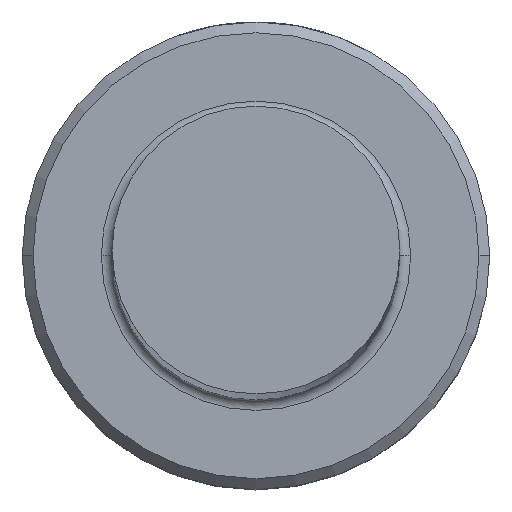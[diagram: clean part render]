
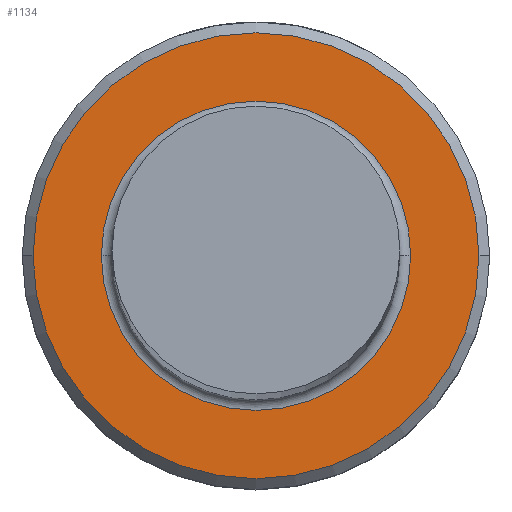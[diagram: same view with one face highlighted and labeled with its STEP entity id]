
A CAD part, top view. The second image highlights one B-rep face of the part: STEP entity #1134.
In plain terms, the highlighted planar face has unit normal (0, 0, 1).
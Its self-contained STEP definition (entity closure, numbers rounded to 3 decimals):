
#4 = ORIENTED_EDGE ( 'NONE', *, *, #990, .T. ) ;
#28 = ORIENTED_EDGE ( 'NONE', *, *, #160, .T. ) ;
#36 = CIRCLE ( 'NONE', #896, 6.2 ) ;
#85 = DIRECTION ( 'NONE',  ( 1., 0., 0. ) ) ;
#147 = ORIENTED_EDGE ( 'NONE', *, *, #412, .T. ) ;
#160 = EDGE_CURVE ( 'NONE', #912, #838, #201, .T. ) ;
#177 = DIRECTION ( 'NONE',  ( 0., 0., 1. ) ) ;
#201 = CIRCLE ( 'NONE', #678, 4.3 ) ;
#210 = AXIS2_PLACEMENT_3D ( 'NONE', #710, #177, #829 ) ;
#215 = CARTESIAN_POINT ( 'NONE',  ( -4.3, 0., 8. ) ) ;
#244 = PLANE ( 'NONE',  #210 ) ;
#252 = AXIS2_PLACEMENT_3D ( 'NONE', #876, #321, #969 ) ;
#266 = DIRECTION ( 'NONE',  ( -1., 0., 0. ) ) ;
#301 = CIRCLE ( 'NONE', #1100, 4.3 ) ;
#321 = DIRECTION ( 'NONE',  ( 0., 0., 1. ) ) ;
#360 = DIRECTION ( 'NONE',  ( 0., 0., -1. ) ) ;
#412 = EDGE_CURVE ( 'NONE', #634, #686, #36, .T. ) ;
#469 = CARTESIAN_POINT ( 'NONE',  ( 0., 0., 8. ) ) ;
#482 = EDGE_CURVE ( 'NONE', #838, #912, #301, .T. ) ;
#545 = CARTESIAN_POINT ( 'NONE',  ( 0., 0., 8. ) ) ;
#563 = DIRECTION ( 'NONE',  ( -1., 0., 0. ) ) ;
#574 = CARTESIAN_POINT ( 'NONE',  ( 4.3, 0., 8. ) ) ;
#622 = CARTESIAN_POINT ( 'NONE',  ( 6.2, 0., 8. ) ) ;
#634 = VERTEX_POINT ( 'NONE', #622 ) ;
#641 = DIRECTION ( 'NONE',  ( 0., 0., 1. ) ) ;
#653 = EDGE_LOOP ( 'NONE', ( #4, #147 ) ) ;
#678 = AXIS2_PLACEMENT_3D ( 'NONE', #545, #360, #266 ) ;
#686 = VERTEX_POINT ( 'NONE', #1186 ) ;
#710 = CARTESIAN_POINT ( 'NONE',  ( 0., 0., 8. ) ) ;
#753 = ORIENTED_EDGE ( 'NONE', *, *, #482, .T. ) ;
#829 = DIRECTION ( 'NONE',  ( 1., 0., 0. ) ) ;
#838 = VERTEX_POINT ( 'NONE', #574 ) ;
#876 = CARTESIAN_POINT ( 'NONE',  ( 0., 0., 8. ) ) ;
#896 = AXIS2_PLACEMENT_3D ( 'NONE', #1187, #641, #85 ) ;
#912 = VERTEX_POINT ( 'NONE', #215 ) ;
#924 = FACE_BOUND ( 'NONE', #1011, .T. ) ;
#969 = DIRECTION ( 'NONE',  ( 1., 0., 0. ) ) ;
#990 = EDGE_CURVE ( 'NONE', #686, #634, #1092, .T. ) ;
#1011 = EDGE_LOOP ( 'NONE', ( #28, #753 ) ) ;
#1092 = CIRCLE ( 'NONE', #252, 6.2 ) ;
#1100 = AXIS2_PLACEMENT_3D ( 'NONE', #469, #1106, #563 ) ;
#1106 = DIRECTION ( 'NONE',  ( 0., 0., -1. ) ) ;
#1134 = ADVANCED_FACE ( 'NONE', ( #1136, #924 ), #244, .T. ) ;
#1136 = FACE_OUTER_BOUND ( 'NONE', #653, .T. ) ;
#1186 = CARTESIAN_POINT ( 'NONE',  ( -6.2, 0., 8. ) ) ;
#1187 = CARTESIAN_POINT ( 'NONE',  ( 0., 0., 8. ) ) ;
